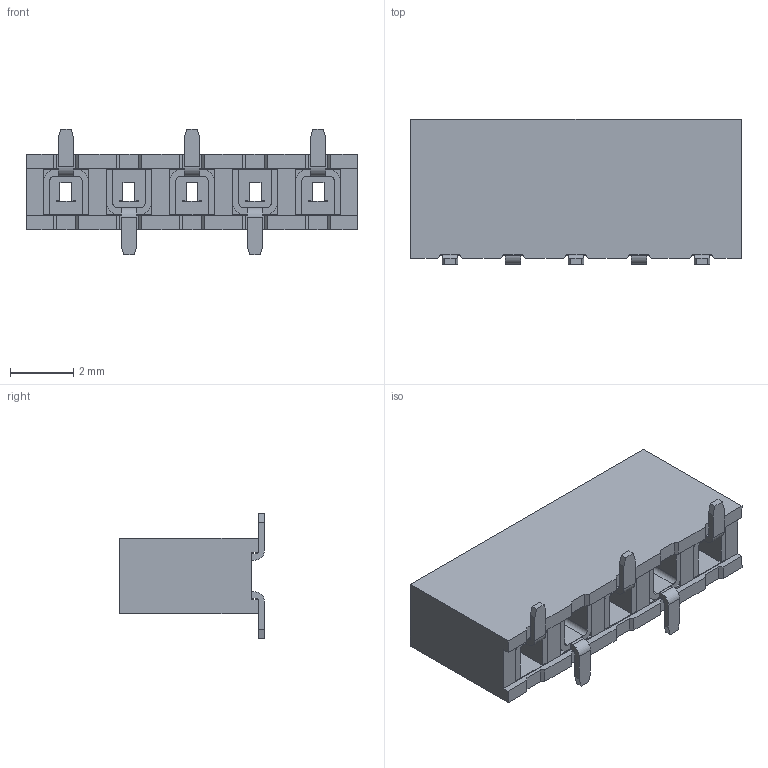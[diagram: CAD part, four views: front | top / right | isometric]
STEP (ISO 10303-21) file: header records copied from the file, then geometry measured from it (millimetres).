
FILE_DESCRIPTION (( 'STEP AP203' ), '1' );
FILE_NAME ('10489, NPPN051BFLD-RC.STEP', '2015-09-24T06:32:37', ( 'LUANN HERRING' ), ( 'SULLINS' ), 'SwSTEP 2.0', 'SolidWorks 2015', '' );
FILE_SCHEMA (( 'CONFIG_CONTROL_DESIGN' ));
Length unit declared in the file: millimetre
Products named in the file (2): 10489, NPPN051BFLD-RC
Bounding box: 10.5 x 4.6 x 4 mm (x, y, z)
Volume: 95.1 mm3; surface area: 259.3 mm2
Topology: 6 solids, 6 shells, 265 faces, 724 edges, 476 vertices
Faces by surface type: plane 235, cylinder 30
Entity records: 8403 total; most frequent: CARTESIAN_POINT 1467, ORIENTED_EDGE 1448, DIRECTION 1318, EDGE_CURVE 724, LINE 664, VECTOR 664, VERTEX_POINT 476, AXIS2_PLACEMENT_3D 327
